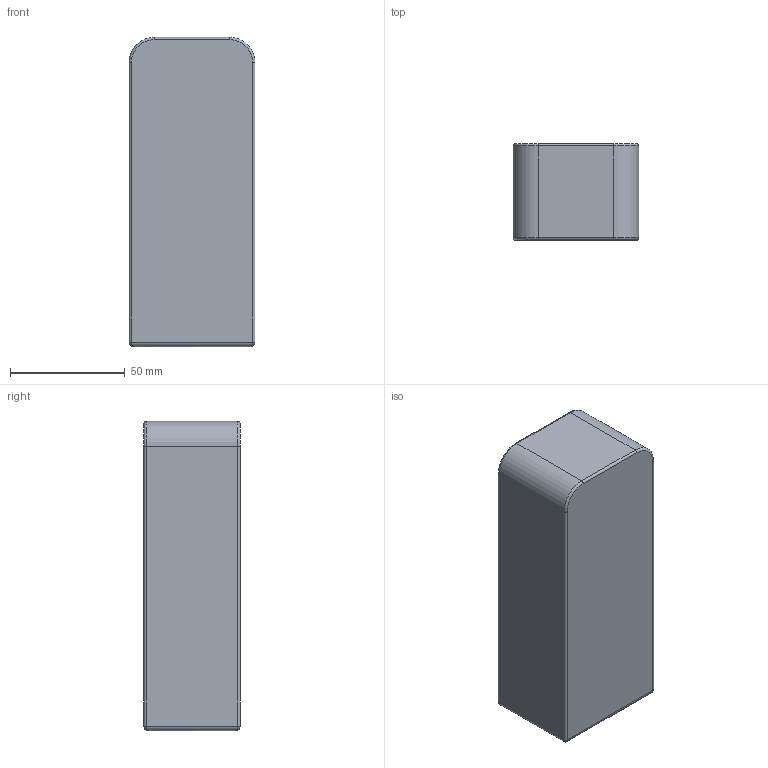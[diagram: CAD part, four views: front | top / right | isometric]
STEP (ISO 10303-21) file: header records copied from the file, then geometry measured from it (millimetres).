
FILE_DESCRIPTION(/* description */ (''),/* implementation_level */ '2;1');
FILE_NAME(/* name */ 'Hacker ECO-X LiPo 6S 5000mAh v2.step',/* time_stamp */ '2017-04-20T23:16:21+02:00',/* author */ (''),/* organization */ (''),/* preprocessor_version */ 'ST-DEVELOPER v16.13',/* originating_system */ 'Autodesk Translation Framework v6.1.1.50',/* authorisation */ '');
FILE_SCHEMA (('AUTOMOTIVE_DESIGN { 1 0 10303 214 3 1 1 }'));
Length unit declared in the file: millimetre
Products named in the file (1): Hacker ECO-X LiPo 6S 5000mAh v2
Bounding box: 55 x 42 x 135 mm (x, y, z)
Volume: 309370.3 mm3; surface area: 29870 mm2
Topology: 1 solids, 1 shells, 26 faces, 56 edges, 28 vertices
Faces by surface type: cylinder 12, plane 6, bspline 4, torus 4
Entity records: 806 total; most frequent: CARTESIAN_POINT 223, DIRECTION 126, ORIENTED_EDGE 104, EDGE_CURVE 52, AXIS2_PLACEMENT_3D 51, VERTEX_POINT 28, FACE_OUTER_BOUND 26, EDGE_LOOP 26
